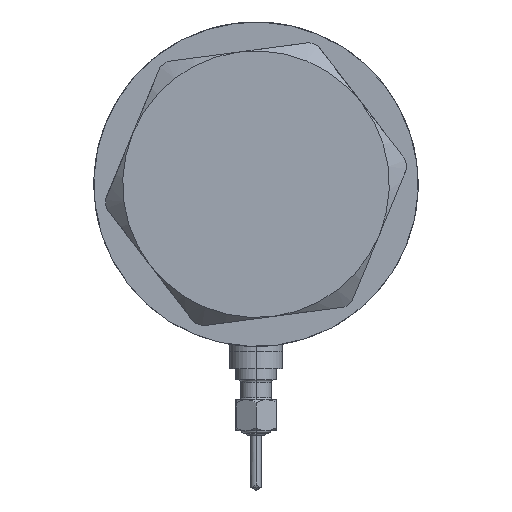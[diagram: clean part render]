
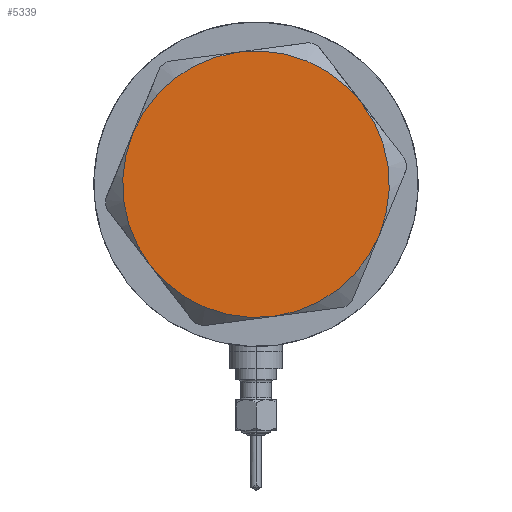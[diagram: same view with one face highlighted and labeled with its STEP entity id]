
A CAD part, left-side view. The second image highlights one B-rep face of the part: STEP entity #5339.
In plain terms, the highlighted face is planar.
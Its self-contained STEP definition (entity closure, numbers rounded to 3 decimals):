
#605 = DIRECTION ( 'NONE',  ( 0., 0., 1. ) ) ;
#630 = AXIS2_PLACEMENT_3D ( 'NONE', #1470, #6423, #5959 ) ;
#666 = CARTESIAN_POINT ( 'NONE',  ( 15., 25.981, 14.5 ) ) ;
#697 = AXIS2_PLACEMENT_3D ( 'NONE', #2908, #2878, #4347 ) ;
#974 = CARTESIAN_POINT ( 'NONE',  ( 0., 0., 14.5 ) ) ;
#1149 = AXIS2_PLACEMENT_3D ( 'NONE', #2235, #5573, #2589 ) ;
#1346 = CIRCLE ( 'NONE', #2506, 30. ) ;
#1470 = CARTESIAN_POINT ( 'NONE',  ( 0., 0., 14.5 ) ) ;
#1472 = CIRCLE ( 'NONE', #1149, 30. ) ;
#1505 = EDGE_CURVE ( 'NONE', #2304, #5375, #2805, .T. ) ;
#2235 = CARTESIAN_POINT ( 'NONE',  ( 0., 0., 14.5 ) ) ;
#2304 = VERTEX_POINT ( 'NONE', #6130 ) ;
#2386 = DIRECTION ( 'NONE',  ( 1., 0., 0. ) ) ;
#2506 = AXIS2_PLACEMENT_3D ( 'NONE', #3635, #3043, #5062 ) ;
#2589 = DIRECTION ( 'NONE',  ( 1., 0., 0. ) ) ;
#2624 = CARTESIAN_POINT ( 'NONE',  ( 15., -25.981, 14.5 ) ) ;
#2805 = CIRCLE ( 'NONE', #697, 30. ) ;
#2878 = DIRECTION ( 'NONE',  ( 0., 0., 1. ) ) ;
#2908 = CARTESIAN_POINT ( 'NONE',  ( 0., 0., 14.5 ) ) ;
#2983 = DIRECTION ( 'NONE',  ( 0., 0., 1. ) ) ;
#2997 = EDGE_CURVE ( 'NONE', #4552, #6369, #1346, .T. ) ;
#3027 = CIRCLE ( 'NONE', #5844, 30. ) ;
#3043 = DIRECTION ( 'NONE',  ( 0., 0., 1. ) ) ;
#3076 = FACE_OUTER_BOUND ( 'NONE', #5790, .T. ) ;
#3111 = EDGE_CURVE ( 'NONE', #5312, #4552, #3027, .T. ) ;
#3260 = EDGE_CURVE ( 'NONE', #3867, #2304, #5008, .T. ) ;
#3401 = ORIENTED_EDGE ( 'NONE', *, *, #3260, .T. ) ;
#3606 = DIRECTION ( 'NONE',  ( 1., 0., 0. ) ) ;
#3635 = CARTESIAN_POINT ( 'NONE',  ( 0., 0., 14.5 ) ) ;
#3733 = ORIENTED_EDGE ( 'NONE', *, *, #3111, .T. ) ;
#3867 = VERTEX_POINT ( 'NONE', #666 ) ;
#3965 = PLANE ( 'NONE',  #630 ) ;
#3986 = ORIENTED_EDGE ( 'NONE', *, *, #4657, .T. ) ;
#4029 = CARTESIAN_POINT ( 'NONE',  ( -30., 0., 14.5 ) ) ;
#4347 = DIRECTION ( 'NONE',  ( 1., 0., 0. ) ) ;
#4552 = VERTEX_POINT ( 'NONE', #2624 ) ;
#4657 = EDGE_CURVE ( 'NONE', #6369, #3867, #1472, .T. ) ;
#4703 = EDGE_CURVE ( 'NONE', #5375, #5312, #6390, .T. ) ;
#4720 = ORIENTED_EDGE ( 'NONE', *, *, #1505, .T. ) ;
#4951 = CARTESIAN_POINT ( 'NONE',  ( 30., 0., 14.5 ) ) ;
#5008 = CIRCLE ( 'NONE', #6487, 30. ) ;
#5021 = AXIS2_PLACEMENT_3D ( 'NONE', #974, #2983, #2386 ) ;
#5062 = DIRECTION ( 'NONE',  ( 1., 0., 0. ) ) ;
#5098 = CARTESIAN_POINT ( 'NONE',  ( 0., 0., 14.5 ) ) ;
#5312 = VERTEX_POINT ( 'NONE', #5497 ) ;
#5339 = ADVANCED_FACE ( 'NONE', ( #3076 ), #3965, .T. ) ;
#5375 = VERTEX_POINT ( 'NONE', #4029 ) ;
#5423 = ORIENTED_EDGE ( 'NONE', *, *, #4703, .T. ) ;
#5497 = CARTESIAN_POINT ( 'NONE',  ( -15., -25.981, 14.5 ) ) ;
#5573 = DIRECTION ( 'NONE',  ( 0., 0., 1. ) ) ;
#5592 = CARTESIAN_POINT ( 'NONE',  ( 0., 0., 14.5 ) ) ;
#5623 = DIRECTION ( 'NONE',  ( 1., 0., 0. ) ) ;
#5790 = EDGE_LOOP ( 'NONE', ( #6455, #3986, #3401, #4720, #5423, #3733 ) ) ;
#5844 = AXIS2_PLACEMENT_3D ( 'NONE', #5592, #6053, #3606 ) ;
#5959 = DIRECTION ( 'NONE',  ( 1., 0., 0. ) ) ;
#6053 = DIRECTION ( 'NONE',  ( 0., 0., 1. ) ) ;
#6130 = CARTESIAN_POINT ( 'NONE',  ( -15., 25.981, 14.5 ) ) ;
#6369 = VERTEX_POINT ( 'NONE', #4951 ) ;
#6390 = CIRCLE ( 'NONE', #5021, 30. ) ;
#6423 = DIRECTION ( 'NONE',  ( 0., 0., 1. ) ) ;
#6455 = ORIENTED_EDGE ( 'NONE', *, *, #2997, .T. ) ;
#6487 = AXIS2_PLACEMENT_3D ( 'NONE', #5098, #605, #5623 ) ;
